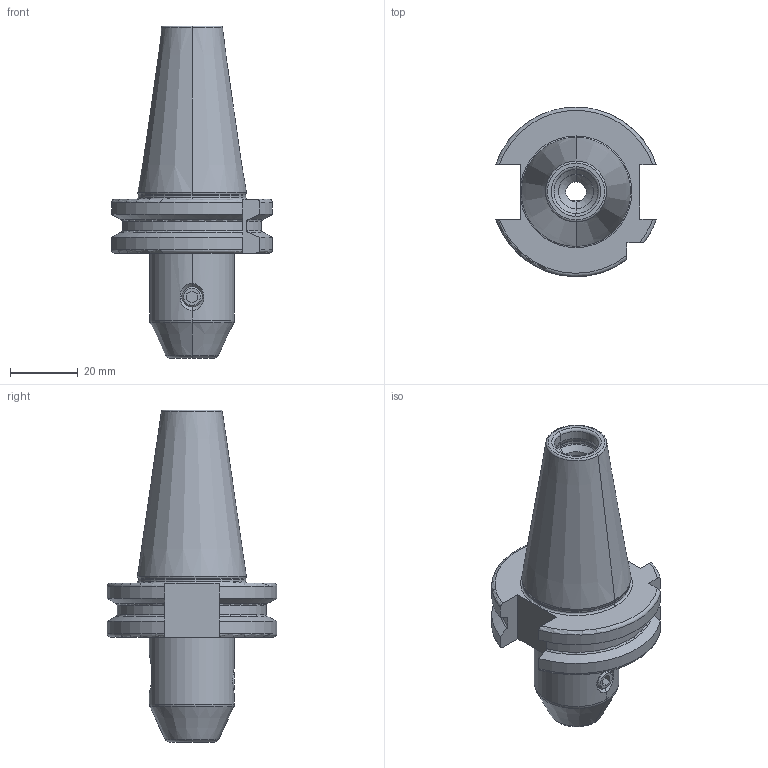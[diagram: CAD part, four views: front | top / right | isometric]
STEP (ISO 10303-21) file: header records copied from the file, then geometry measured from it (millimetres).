
FILE_DESCRIPTION((''),'2;1');
FILE_NAME('4302_104_00609801CC_302_04_06','2020-07-07T',('104091'),(''),'CREO PARAMETRIC BY PTC INC, 2015290','CREO PARAMETRIC BY PTC INC, 2015290','');
FILE_SCHEMA(('CONFIG_CONTROL_DESIGN'));
Length unit declared in the file: millimetre
Products named in the file (1): 4302_104_00609801CC_302_04_06
Bounding box: 47.34 x 49.9 x 97.8 mm (x, y, z)
Volume: 58315.9 mm3; surface area: 14774.9 mm2
Topology: 1 solids, 1 shells, 111 faces, 271 edges, 166 vertices
Faces by surface type: torus 32, cone 28, cylinder 27, plane 22, sphere 2
Entity records: 3560 total; most frequent: CARTESIAN_POINT 924, DIRECTION 573, ORIENTED_EDGE 526, EDGE_CURVE 263, AXIS2_PLACEMENT_3D 235, VERTEX_POINT 158, CIRCLE 121, EDGE_LOOP 117
